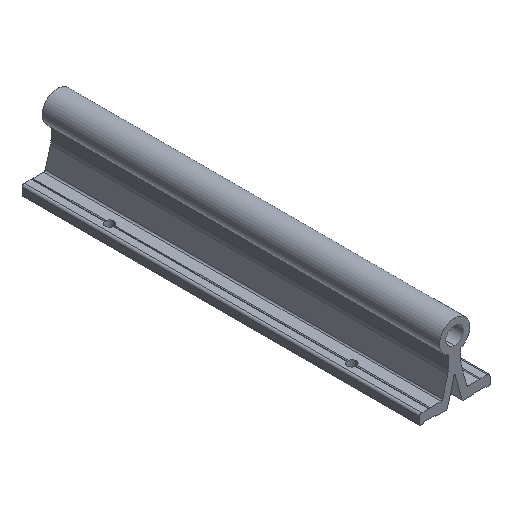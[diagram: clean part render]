
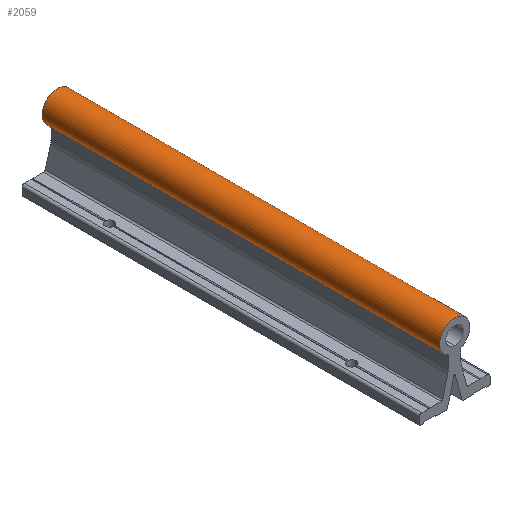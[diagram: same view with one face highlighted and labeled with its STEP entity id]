
A CAD part, isometric view. The second image highlights one B-rep face of the part: STEP entity #2059.
In plain terms, the highlighted cylindrical face has radius 9.525 mm (diameter 19.05 mm), a partial arc.
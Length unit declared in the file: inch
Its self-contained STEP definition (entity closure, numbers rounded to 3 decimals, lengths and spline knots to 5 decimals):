
#93 = ORIENTED_EDGE ( 'NONE', *, *, #1031, .F. ) ;
#114 = VERTEX_POINT ( 'NONE', #977 ) ;
#150 = LINE ( 'NONE', #1052, #1830 ) ;
#229 = CYLINDRICAL_SURFACE ( 'NONE', #861, 0.375 ) ;
#251 = EDGE_CURVE ( 'NONE', #1770, #114, #1647, .T. ) ;
#285 = CARTESIAN_POINT ( 'NONE',  ( 0., 0., 1.5 ) ) ;
#642 = ORIENTED_EDGE ( 'NONE', *, *, #1176, .F. ) ;
#666 = CARTESIAN_POINT ( 'NONE',  ( 0., -0.02874, 1.5 ) ) ;
#695 = DIRECTION ( 'NONE',  ( 0., -1., 0. ) ) ;
#861 = AXIS2_PLACEMENT_3D ( 'NONE', #285, #1086, #1408 ) ;
#977 = CARTESIAN_POINT ( 'NONE',  ( -0.15559, -9.87126, 1.1588 ) ) ;
#1001 = DIRECTION ( 'NONE',  ( 0., 1., 0. ) ) ;
#1031 = EDGE_CURVE ( 'NONE', #1770, #1141, #2052, .T. ) ;
#1039 = CARTESIAN_POINT ( 'NONE',  ( 0.15559, -0.02874, 1.1588 ) ) ;
#1052 = CARTESIAN_POINT ( 'NONE',  ( 0.15559, 0., 1.1588 ) ) ;
#1055 = ORIENTED_EDGE ( 'NONE', *, *, #1954, .T. ) ;
#1086 = DIRECTION ( 'NONE',  ( 0., -1., 0. ) ) ;
#1088 = VERTEX_POINT ( 'NONE', #1487 ) ;
#1141 = VERTEX_POINT ( 'NONE', #1039 ) ;
#1164 = DIRECTION ( 'NONE',  ( 0., 0., -1. ) ) ;
#1176 = EDGE_CURVE ( 'NONE', #1088, #114, #2054, .T. ) ;
#1316 = CARTESIAN_POINT ( 'NONE',  ( -0.15559, -0.02874, 1.1588 ) ) ;
#1367 = DIRECTION ( 'NONE',  ( 0., -1., 0. ) ) ;
#1408 = DIRECTION ( 'NONE',  ( 0., 0., -1. ) ) ;
#1467 = VECTOR ( 'NONE', #695, 39.37008 ) ;
#1487 = CARTESIAN_POINT ( 'NONE',  ( 0.15559, -9.87126, 1.1588 ) ) ;
#1537 = DIRECTION ( 'NONE',  ( 0., 0., 1. ) ) ;
#1570 = EDGE_LOOP ( 'NONE', ( #1055, #93, #1759, #642 ) ) ;
#1647 = LINE ( 'NONE', #1674, #1467 ) ;
#1674 = CARTESIAN_POINT ( 'NONE',  ( -0.15559, 0., 1.1588 ) ) ;
#1692 = DIRECTION ( 'NONE',  ( 0., 1., 0. ) ) ;
#1759 = ORIENTED_EDGE ( 'NONE', *, *, #251, .T. ) ;
#1770 = VERTEX_POINT ( 'NONE', #1316 ) ;
#1830 = VECTOR ( 'NONE', #1692, 39.37008 ) ;
#1842 = AXIS2_PLACEMENT_3D ( 'NONE', #1994, #1367, #1537 ) ;
#1954 = EDGE_CURVE ( 'NONE', #1088, #1141, #150, .T. ) ;
#1994 = CARTESIAN_POINT ( 'NONE',  ( 0., -9.87126, 1.5 ) ) ;
#1999 = FACE_OUTER_BOUND ( 'NONE', #1570, .T. ) ;
#2051 = AXIS2_PLACEMENT_3D ( 'NONE', #666, #1001, #1164 ) ;
#2052 = CIRCLE ( 'NONE', #2051, 0.375 ) ;
#2054 = CIRCLE ( 'NONE', #1842, 0.375 ) ;
#2059 = ADVANCED_FACE ( 'NONE', ( #1999 ), #229, .T. ) ;
